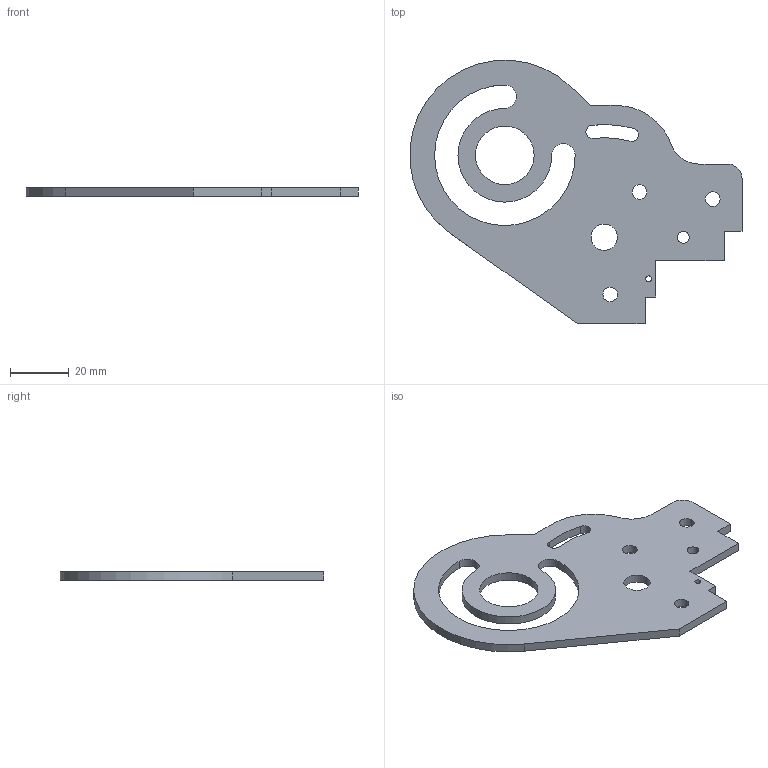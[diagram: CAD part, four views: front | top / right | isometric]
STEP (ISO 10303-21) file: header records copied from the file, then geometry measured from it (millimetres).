
FILE_DESCRIPTION((''),'2;1');
FILE_NAME('OBMP-ELB-P3-1311','2023-10-11T17:12:09',('ccha425'),('Department of Mechanical Engineering, The University of Auckland'),'CREO PARAMETRIC BY PTC INC, 2017260','CREO PARAMETRIC BY PTC INC, 2017260','');
FILE_SCHEMA(('CONFIG_CONTROL_DESIGN'));
Length unit declared in the file: millimetre
Products named in the file (1): OBMP-ELB-P3-1311
Bounding box: 113.39 x 89.93 x 3 mm (x, y, z)
Volume: 15694.3 mm3; surface area: 12714.4 mm2
Topology: 1 solids, 1 shells, 40 faces, 114 edges, 76 vertices
Faces by surface type: cylinder 26, plane 14
Entity records: 1404 total; most frequent: DIRECTION 246, CARTESIAN_POINT 230, ORIENTED_EDGE 228, EDGE_CURVE 114, AXIS2_PLACEMENT_3D 92, VERTEX_POINT 76, VECTOR 62, LINE 62
